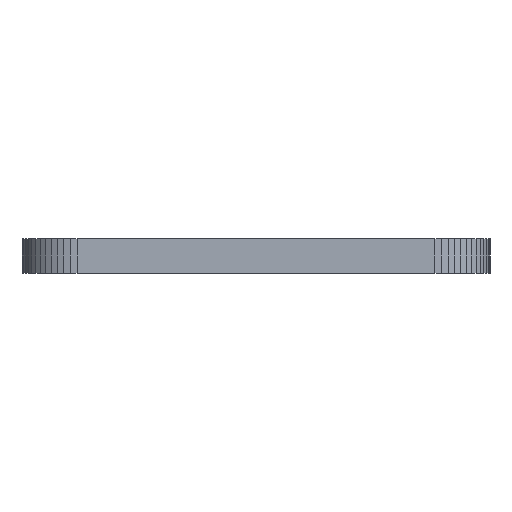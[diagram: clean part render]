
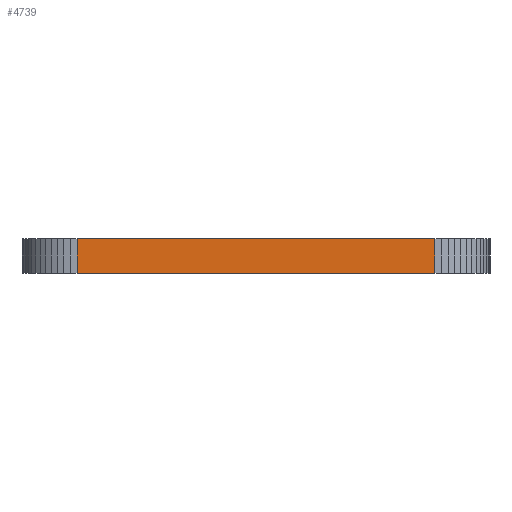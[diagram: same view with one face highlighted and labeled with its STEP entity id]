
A CAD part, left-side view. The second image highlights one B-rep face of the part: STEP entity #4739.
In plain terms, the highlighted planar face has unit normal (-1, 0, 0).
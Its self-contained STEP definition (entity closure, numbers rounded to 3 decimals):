
#90 = PLANE('',#91);
#91 = AXIS2_PLACEMENT_3D('',#92,#93,#94);
#92 = CARTESIAN_POINT('',(36.195,-29.845,1.6));
#93 = DIRECTION('',(-0.,-0.,-1.));
#94 = DIRECTION('',(-1.,0.,0.));
#144 = PLANE('',#145);
#145 = AXIS2_PLACEMENT_3D('',#146,#147,#148);
#146 = CARTESIAN_POINT('',(36.195,-29.845,0.));
#147 = DIRECTION('',(-0.,-0.,-1.));
#148 = DIRECTION('',(-1.,0.,0.));
#1345 = VERTEX_POINT('',#1346);
#1346 = CARTESIAN_POINT('',(20.32,-38.1,0.));
#1360 = PLANE('',#1361);
#1361 = AXIS2_PLACEMENT_3D('',#1362,#1363,#1364);
#1362 = CARTESIAN_POINT('',(20.339,-38.406,0.));
#1363 = DIRECTION('',(-0.998,-0.06,0.));
#1364 = DIRECTION('',(-0.06,0.998,0.));
#1372 = EDGE_CURVE('',#1345,#1373,#1375,.T.);
#1373 = VERTEX_POINT('',#1374);
#1374 = CARTESIAN_POINT('',(20.32,-21.59,0.));
#1375 = SURFACE_CURVE('',#1376,(#1380,#1387),.PCURVE_S1.);
#1376 = LINE('',#1377,#1378);
#1377 = CARTESIAN_POINT('',(20.32,-38.1,0.));
#1378 = VECTOR('',#1379,1.);
#1379 = DIRECTION('',(0.,1.,0.));
#1380 = PCURVE('',#144,#1381);
#1381 = DEFINITIONAL_REPRESENTATION('',(#1382),#1386);
#1382 = LINE('',#1383,#1384);
#1383 = CARTESIAN_POINT('',(15.875,-8.255));
#1384 = VECTOR('',#1385,1.);
#1385 = DIRECTION('',(0.,1.));
#1386 = ( GEOMETRIC_REPRESENTATION_CONTEXT(2) 
PARAMETRIC_REPRESENTATION_CONTEXT() REPRESENTATION_CONTEXT('2D SPACE',''
  ) );
#1387 = PCURVE('',#1388,#1393);
#1388 = PLANE('',#1389);
#1389 = AXIS2_PLACEMENT_3D('',#1390,#1391,#1392);
#1390 = CARTESIAN_POINT('',(20.32,-38.1,0.));
#1391 = DIRECTION('',(-1.,0.,0.));
#1392 = DIRECTION('',(0.,1.,0.));
#1393 = DEFINITIONAL_REPRESENTATION('',(#1394),#1398);
#1394 = LINE('',#1395,#1396);
#1395 = CARTESIAN_POINT('',(0.,0.));
#1396 = VECTOR('',#1397,1.);
#1397 = DIRECTION('',(1.,0.));
#1398 = ( GEOMETRIC_REPRESENTATION_CONTEXT(2) 
PARAMETRIC_REPRESENTATION_CONTEXT() REPRESENTATION_CONTEXT('2D SPACE',''
  ) );
#1416 = PLANE('',#1417);
#1417 = AXIS2_PLACEMENT_3D('',#1418,#1419,#1420);
#1418 = CARTESIAN_POINT('',(20.32,-21.59,0.));
#1419 = DIRECTION('',(-0.998,0.06,0.));
#1420 = DIRECTION('',(0.06,0.998,0.));
#3168 = VERTEX_POINT('',#3169);
#3169 = CARTESIAN_POINT('',(20.32,-38.1,1.6));
#3190 = EDGE_CURVE('',#3168,#3191,#3193,.T.);
#3191 = VERTEX_POINT('',#3192);
#3192 = CARTESIAN_POINT('',(20.32,-21.59,1.6));
#3193 = SURFACE_CURVE('',#3194,(#3198,#3205),.PCURVE_S1.);
#3194 = LINE('',#3195,#3196);
#3195 = CARTESIAN_POINT('',(20.32,-38.1,1.6));
#3196 = VECTOR('',#3197,1.);
#3197 = DIRECTION('',(0.,1.,0.));
#3198 = PCURVE('',#90,#3199);
#3199 = DEFINITIONAL_REPRESENTATION('',(#3200),#3204);
#3200 = LINE('',#3201,#3202);
#3201 = CARTESIAN_POINT('',(15.875,-8.255));
#3202 = VECTOR('',#3203,1.);
#3203 = DIRECTION('',(0.,1.));
#3204 = ( GEOMETRIC_REPRESENTATION_CONTEXT(2) 
PARAMETRIC_REPRESENTATION_CONTEXT() REPRESENTATION_CONTEXT('2D SPACE',''
  ) );
#3205 = PCURVE('',#1388,#3206);
#3206 = DEFINITIONAL_REPRESENTATION('',(#3207),#3211);
#3207 = LINE('',#3208,#3209);
#3208 = CARTESIAN_POINT('',(0.,-1.6));
#3209 = VECTOR('',#3210,1.);
#3210 = DIRECTION('',(1.,0.));
#3211 = ( GEOMETRIC_REPRESENTATION_CONTEXT(2) 
PARAMETRIC_REPRESENTATION_CONTEXT() REPRESENTATION_CONTEXT('2D SPACE',''
  ) );
#4689 = EDGE_CURVE('',#1373,#3191,#4690,.T.);
#4690 = SURFACE_CURVE('',#4691,(#4695,#4702),.PCURVE_S1.);
#4691 = LINE('',#4692,#4693);
#4692 = CARTESIAN_POINT('',(20.32,-21.59,0.));
#4693 = VECTOR('',#4694,1.);
#4694 = DIRECTION('',(0.,0.,1.));
#4695 = PCURVE('',#1416,#4696);
#4696 = DEFINITIONAL_REPRESENTATION('',(#4697),#4701);
#4697 = LINE('',#4698,#4699);
#4698 = CARTESIAN_POINT('',(0.,0.));
#4699 = VECTOR('',#4700,1.);
#4700 = DIRECTION('',(0.,-1.));
#4701 = ( GEOMETRIC_REPRESENTATION_CONTEXT(2) 
PARAMETRIC_REPRESENTATION_CONTEXT() REPRESENTATION_CONTEXT('2D SPACE',''
  ) );
#4702 = PCURVE('',#1388,#4703);
#4703 = DEFINITIONAL_REPRESENTATION('',(#4704),#4708);
#4704 = LINE('',#4705,#4706);
#4705 = CARTESIAN_POINT('',(16.51,0.));
#4706 = VECTOR('',#4707,1.);
#4707 = DIRECTION('',(0.,-1.));
#4708 = ( GEOMETRIC_REPRESENTATION_CONTEXT(2) 
PARAMETRIC_REPRESENTATION_CONTEXT() REPRESENTATION_CONTEXT('2D SPACE',''
  ) );
#4739 = ADVANCED_FACE('',(#4740),#1388,.T.);
#4740 = FACE_BOUND('',#4741,.T.);
#4741 = EDGE_LOOP('',(#4742,#4763,#4764,#4765));
#4742 = ORIENTED_EDGE('',*,*,#4743,.T.);
#4743 = EDGE_CURVE('',#1345,#3168,#4744,.T.);
#4744 = SURFACE_CURVE('',#4745,(#4749,#4756),.PCURVE_S1.);
#4745 = LINE('',#4746,#4747);
#4746 = CARTESIAN_POINT('',(20.32,-38.1,0.));
#4747 = VECTOR('',#4748,1.);
#4748 = DIRECTION('',(0.,0.,1.));
#4749 = PCURVE('',#1388,#4750);
#4750 = DEFINITIONAL_REPRESENTATION('',(#4751),#4755);
#4751 = LINE('',#4752,#4753);
#4752 = CARTESIAN_POINT('',(0.,0.));
#4753 = VECTOR('',#4754,1.);
#4754 = DIRECTION('',(0.,-1.));
#4755 = ( GEOMETRIC_REPRESENTATION_CONTEXT(2) 
PARAMETRIC_REPRESENTATION_CONTEXT() REPRESENTATION_CONTEXT('2D SPACE',''
  ) );
#4756 = PCURVE('',#1360,#4757);
#4757 = DEFINITIONAL_REPRESENTATION('',(#4758),#4762);
#4758 = LINE('',#4759,#4760);
#4759 = CARTESIAN_POINT('',(0.307,0.));
#4760 = VECTOR('',#4761,1.);
#4761 = DIRECTION('',(0.,-1.));
#4762 = ( GEOMETRIC_REPRESENTATION_CONTEXT(2) 
PARAMETRIC_REPRESENTATION_CONTEXT() REPRESENTATION_CONTEXT('2D SPACE',''
  ) );
#4763 = ORIENTED_EDGE('',*,*,#3190,.T.);
#4764 = ORIENTED_EDGE('',*,*,#4689,.F.);
#4765 = ORIENTED_EDGE('',*,*,#1372,.F.);
